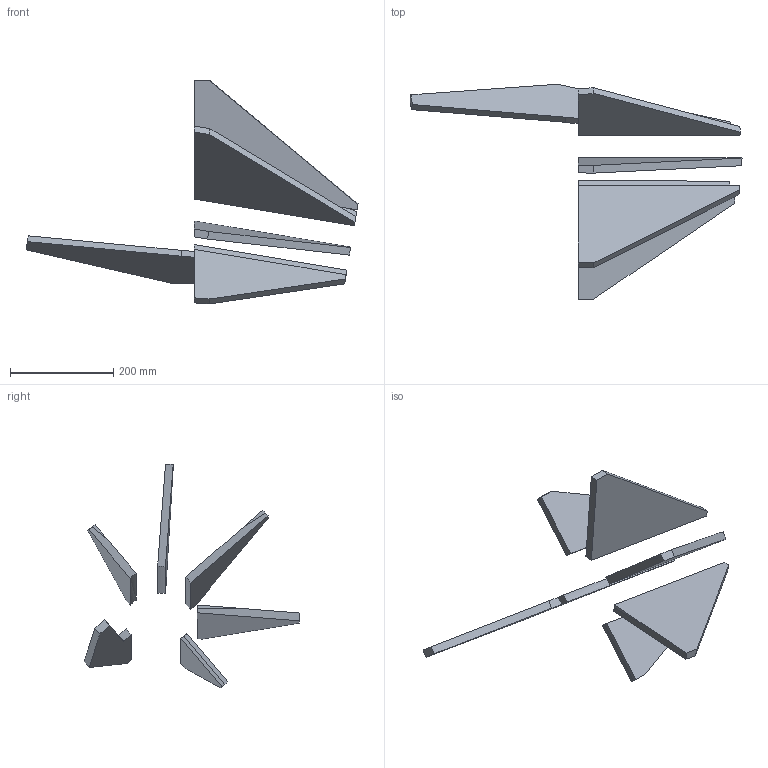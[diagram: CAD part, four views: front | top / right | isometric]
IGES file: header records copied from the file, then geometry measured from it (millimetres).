
Start section:  PTC IGES file: mice33-006-jinb.igs
Global section: file name: mice33-006-jinb.igs; native system: Pro/ENGINEER by Parametric Technology Corporation; preprocessor: 2004110; author: liuxiaokun; organization: Unknown; date: 080428.080943; units: millimetre
Bounding box: 642.63 x 417.35 x 433.4 mm (x, y, z)
Volume: 2775861.6 mm3; surface area: 454593 mm2
Topology: 6 solids, 6 shells, 50 faces, 113 edges, 75 vertices
Faces by surface type: bspline 43, revolution 7
